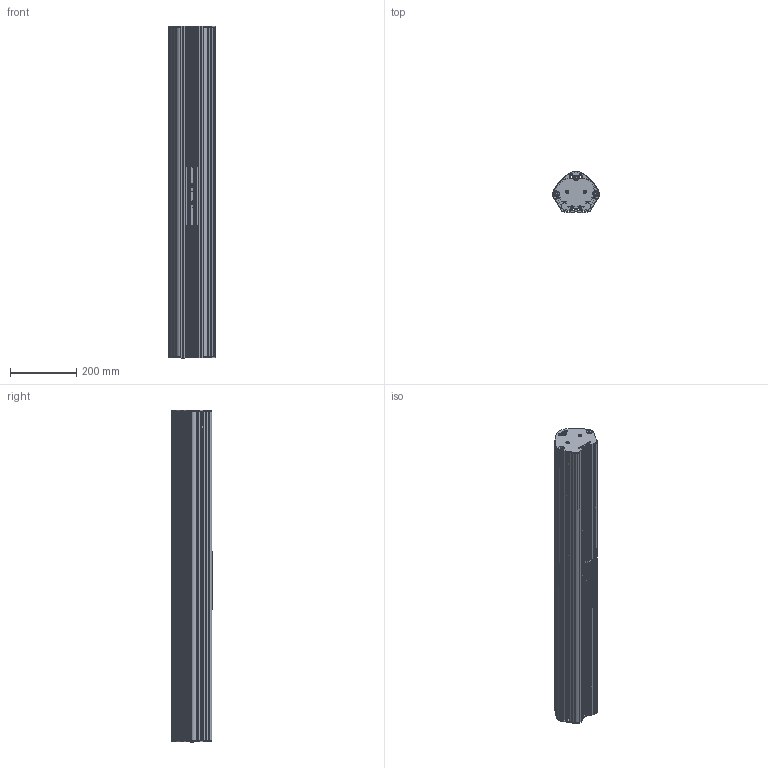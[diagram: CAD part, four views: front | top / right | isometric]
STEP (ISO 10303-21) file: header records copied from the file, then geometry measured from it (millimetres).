
FILE_DESCRIPTION (( 'STEP AP203' ), '1' );
FILE_NAME ('140-allgemein.STEP', '2008-12-02T07:38:28', ( 'PC' ), ( 'PC' ), 'SwSTEP 2.0', 'SolidWorks 2007', '' );
FILE_SCHEMA (( 'CONFIG_CONTROL_DESIGN' ));
Length unit declared in the file: millimetre
Products named in the file (11): Kopf-Fussplatte(Standard)_Standard_Standard; Außenprofil(A+E)_Standard_Standard; 140-allgemein; Innenprofil(Wann)_Standard_Standard; Sonderschr Torx NZK(M10 x 50)_Standard_Standard; Senkschraube(M10 x 20 DIN 7991)_Standard_Standard; Profilführung_Standard_Standard; Läufer kpl.(Standard)_Standard_Standard; Abdeckprofil(A+E)_Standard_Standard; Nutenstein 8mm einschwenkbar(M8)_Standard_Standard
Assembly tree (24 placements, depth 3):
  140-allgemein
    Nutenstein 8mm einschwenkbar(M8)_Standard_Standard  x2
    Senkschraube(M10 x 20 DIN 7991)_Standard_Standard  x6
    Läufer kpl.(Standard)_Standard_Standard
      Innenprofil(Wann)_Standard_Standard
      Sonderschr Torx NZK(M10 x 50)_Standard_Standard  x4
      Nutenstein 8mm einschwenkbar(M8)_Standard_Standard
      Profilführung_Standard_Standard  x4
    Abdeckprofil(A+E)_Standard_Standard
    Kopf-Fussplatte(Standard)_Standard_Standard  x2
    Außenprofil(A+E)_Standard_Standard
    Abdeckprofil(A+E)_Standard_Standard
Bounding box: 141 x 122.5 x 1000 mm (x, y, z)
Volume: 2450277.5 mm3; surface area: 1671729.8 mm2
Topology: 23 solids, 23 shells, 1409 faces, 3795 edges, 2440 vertices
Faces by surface type: cylinder 753, plane 416, cone 232, bspline 8
Entity records: 30594 total; most frequent: DIRECTION 5359, CARTESIAN_POINT 5294, ORIENTED_EDGE 4956, EDGE_CURVE 2478, AXIS2_PLACEMENT_3D 2056, VERTEX_POINT 1629, VECTOR 1247, LINE 1247
